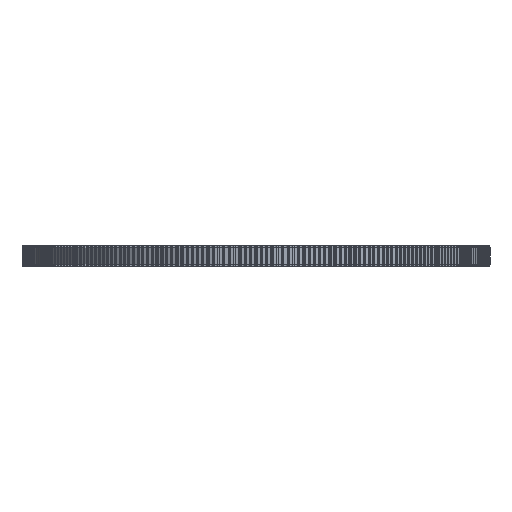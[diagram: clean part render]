
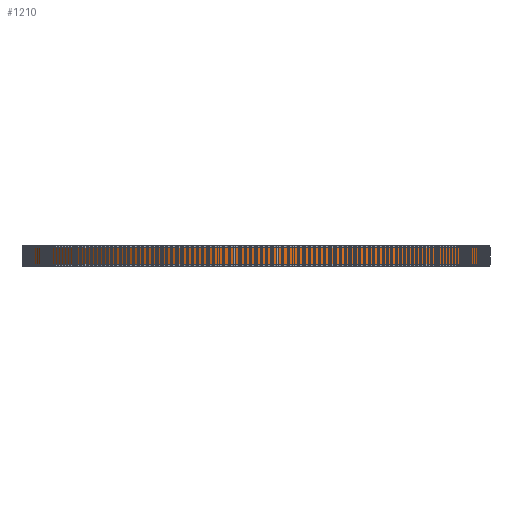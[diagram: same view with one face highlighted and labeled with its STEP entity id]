
A CAD part, front view. The second image highlights one B-rep face of the part: STEP entity #1210.
In plain terms, the highlighted cylindrical face has radius 86.58 mm (diameter 173.161 mm), a full revolution.
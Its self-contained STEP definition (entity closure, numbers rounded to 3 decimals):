
#97=FACE_BOUND('',#4480,.T.);
#98=FACE_BOUND('',#4481,.T.);
#1210=ADVANCED_FACE('',(#97,#98),#2299,.T.);
#2299=CYLINDRICAL_SURFACE('',#24079,86.58);
#4480=EDGE_LOOP('',(#13186));
#4481=EDGE_LOOP('',(#13187));
#13186=ORIENTED_EDGE('',*,*,#18630,.T.);
#13187=ORIENTED_EDGE('',*,*,#18631,.T.);
#15364=VERTEX_POINT('',#38240);
#15365=VERTEX_POINT('',#38242);
#18630=EDGE_CURVE('',#15364,#15364,#20808,.T.);
#18631=EDGE_CURVE('',#15365,#15365,#20809,.T.);
#20808=CIRCLE('',#24077,86.58);
#20809=CIRCLE('',#24078,86.58);
#24077=AXIS2_PLACEMENT_3D('',#38239,#31702,#31703);
#24078=AXIS2_PLACEMENT_3D('',#38241,#31704,#31705);
#24079=AXIS2_PLACEMENT_3D('',#38243,#31706,#31707);
#31702=DIRECTION('',(0.,0.,1.));
#31703=DIRECTION('',(1.,0.,0.));
#31704=DIRECTION('',(0.,0.,-1.));
#31705=DIRECTION('',(1.,0.,0.));
#31706=DIRECTION('',(0.,0.,1.));
#31707=DIRECTION('',(1.,0.,0.));
#38239=CARTESIAN_POINT('',(0.,0.,1.));
#38240=CARTESIAN_POINT('',(86.58,0.,1.));
#38241=CARTESIAN_POINT('',(0.,0.,7.));
#38242=CARTESIAN_POINT('',(86.58,0.,7.));
#38243=CARTESIAN_POINT('',(0.,0.,1.));
